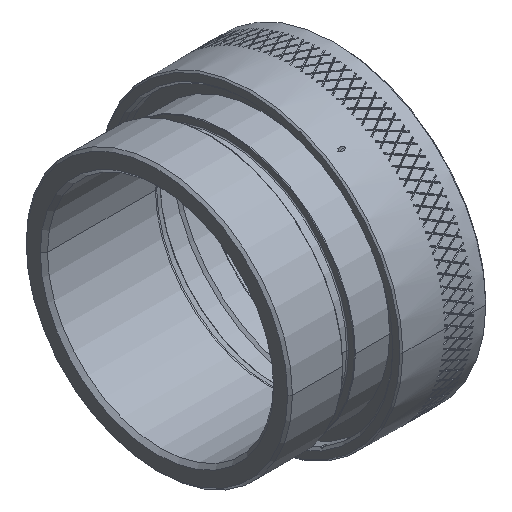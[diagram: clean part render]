
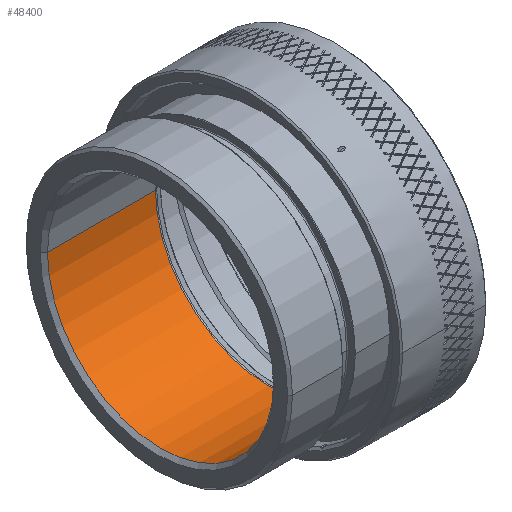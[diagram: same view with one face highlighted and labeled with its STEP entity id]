
A CAD part, isometric view. The second image highlights one B-rep face of the part: STEP entity #48400.
In plain terms, the highlighted cylindrical face has radius 23.368 mm (diameter 46.736 mm), a partial arc.
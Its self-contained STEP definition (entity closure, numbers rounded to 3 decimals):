
#17180=CARTESIAN_POINT('',(-3.973,0.,0.));
#17181=DIRECTION('',(1.,0.,0.));
#17182=DIRECTION('',(0.,-1.,0.));
#17183=AXIS2_PLACEMENT_3D('',#17180,#17181,#17182);
#17185=DIRECTION('',(-1.,0.,0.));
#17186=VECTOR('',#17185,22.312);
#17187=CARTESIAN_POINT('',(-3.973,-23.368,0.));
#17188=LINE('',#17187,#17186);
#17189=CARTESIAN_POINT('',(-26.285,0.,0.));
#17190=DIRECTION('',(1.,0.,0.));
#17191=DIRECTION('',(0.,-1.,0.));
#17192=AXIS2_PLACEMENT_3D('',#17189,#17190,#17191);
#17194=DIRECTION('',(-1.,0.,0.));
#17195=VECTOR('',#17194,22.312);
#17196=CARTESIAN_POINT('',(-3.973,23.368,0.));
#17197=LINE('',#17196,#17195);
#35094=CARTESIAN_POINT('',(-26.285,23.368,0.));
#35095=CARTESIAN_POINT('',(-26.285,-23.368,0.));
#35096=VERTEX_POINT('',#35094);
#35097=VERTEX_POINT('',#35095);
#35138=CARTESIAN_POINT('',(-3.973,-23.368,0.));
#35139=CARTESIAN_POINT('',(-3.973,23.368,0.));
#35140=VERTEX_POINT('',#35138);
#35141=VERTEX_POINT('',#35139);
#48387=CARTESIAN_POINT('',(-0.524,0.,0.));
#48388=DIRECTION('',(-1.,0.,0.));
#48389=DIRECTION('',(0.,1.,0.));
#48390=AXIS2_PLACEMENT_3D('',#48387,#48388,#48389);
#48391=CYLINDRICAL_SURFACE('',#48390,23.368);
#48393=ORIENTED_EDGE('',*,*,#48392,.F.);
#48394=ORIENTED_EDGE('',*,*,#48382,.T.);
#48396=ORIENTED_EDGE('',*,*,#48395,.T.);
#48397=ORIENTED_EDGE('',*,*,#48378,.F.);
#48398=EDGE_LOOP('',(#48393,#48394,#48396,#48397));
#48399=FACE_OUTER_BOUND('',#48398,.F.);
#48400=ADVANCED_FACE('',(#48399),#48391,.F.);
#17184=CIRCLE('',#17183,23.368);
#17193=CIRCLE('',#17192,23.368);
#48378=EDGE_CURVE('',#35141,#35096,#17197,.T.);
#48382=EDGE_CURVE('',#35140,#35097,#17188,.T.);
#48392=EDGE_CURVE('',#35140,#35141,#17184,.T.);
#48395=EDGE_CURVE('',#35097,#35096,#17193,.T.);
